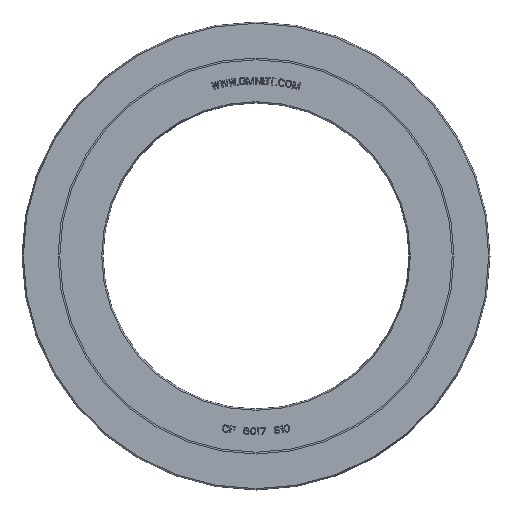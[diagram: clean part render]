
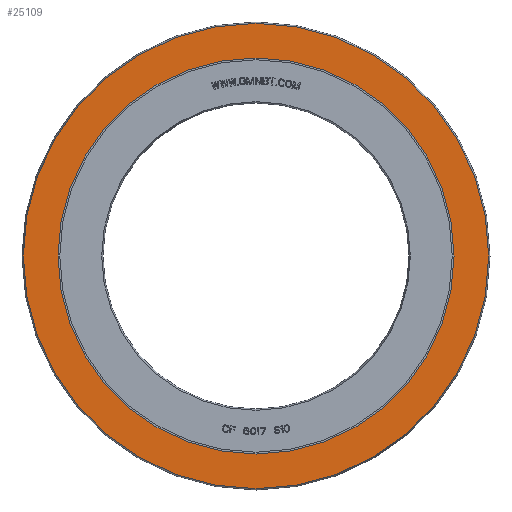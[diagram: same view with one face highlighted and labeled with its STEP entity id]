
A CAD part, front view. The second image highlights one B-rep face of the part: STEP entity #25109.
In plain terms, the highlighted planar face has unit normal (0, -1, 0).
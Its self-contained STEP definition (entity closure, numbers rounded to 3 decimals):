
#24628=CARTESIAN_POINT('',(0.,-3.,0.));
#24629=DIRECTION('',(0.,1.,0.));
#24630=DIRECTION('',(0.,0.,-1.));
#24631=AXIS2_PLACEMENT_3D('',#24628,#24629,#24630);
#24636=CARTESIAN_POINT('',(0.,-3.,0.));
#24637=DIRECTION('',(0.,-1.,0.));
#24638=DIRECTION('',(0.,0.,-1.));
#24639=AXIS2_PLACEMENT_3D('',#24636,#24637,#24638);
#24644=CARTESIAN_POINT('',(0.,-3.,0.));
#24645=DIRECTION('',(0.,-1.,0.));
#24646=DIRECTION('',(0.,0.,-1.));
#24647=AXIS2_PLACEMENT_3D('',#24644,#24645,#24646);
#24666=CARTESIAN_POINT('',(0.,-3.,0.));
#24667=DIRECTION('',(0.,1.,0.));
#24668=DIRECTION('',(0.,0.,-1.));
#24669=AXIS2_PLACEMENT_3D('',#24666,#24667,#24668);
#24705=CARTESIAN_POINT('',(0.,-3.,-55.));
#24707=VERTEX_POINT('',#24705);
#24708=CARTESIAN_POINT('',(0.,-3.,-64.636));
#24710=VERTEX_POINT('',#24708);
#24721=CARTESIAN_POINT('',(0.,-3.,55.));
#24723=VERTEX_POINT('',#24721);
#24724=CARTESIAN_POINT('',(0.,-3.,64.636));
#24726=VERTEX_POINT('',#24724);
#25094=CARTESIAN_POINT('',(0.,-3.,0.));
#25095=DIRECTION('',(0.,-1.,0.));
#25096=DIRECTION('',(0.,0.,1.));
#25097=AXIS2_PLACEMENT_3D('',#25094,#25095,#25096);
#25098=PLANE('',#25097);
#25100=ORIENTED_EDGE('',*,*,#25099,.F.);
#25102=ORIENTED_EDGE('',*,*,#25101,.T.);
#25103=EDGE_LOOP('',(#25100,#25102));
#25104=FACE_OUTER_BOUND('',#25103,.F.);
#25105=ORIENTED_EDGE('',*,*,#25087,.F.);
#25106=ORIENTED_EDGE('',*,*,#25076,.T.);
#25107=EDGE_LOOP('',(#25105,#25106));
#25108=FACE_BOUND('',#25107,.F.);
#24632=CIRCLE('',#24631,55.);
#24640=CIRCLE('',#24639,55.);
#24648=CIRCLE('',#24647,64.636);
#24670=CIRCLE('',#24669,64.636);
#25076=EDGE_CURVE('',#24707,#24723,#24640,.T.);
#25087=EDGE_CURVE('',#24707,#24723,#24632,.T.);
#25099=EDGE_CURVE('',#24710,#24726,#24648,.T.);
#25101=EDGE_CURVE('',#24710,#24726,#24670,.T.);
#25109=ADVANCED_FACE('',(#25104,#25108),#25098,.T.);
